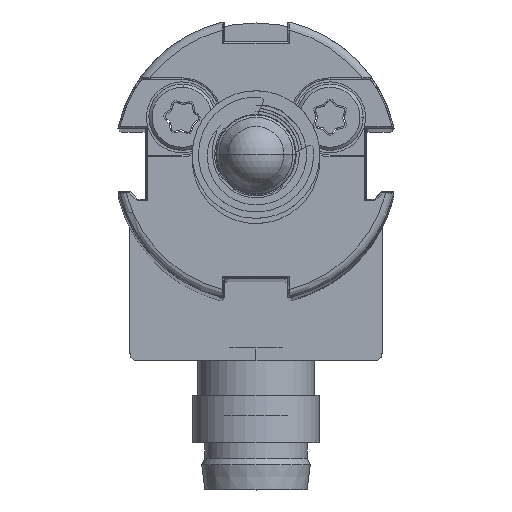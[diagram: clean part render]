
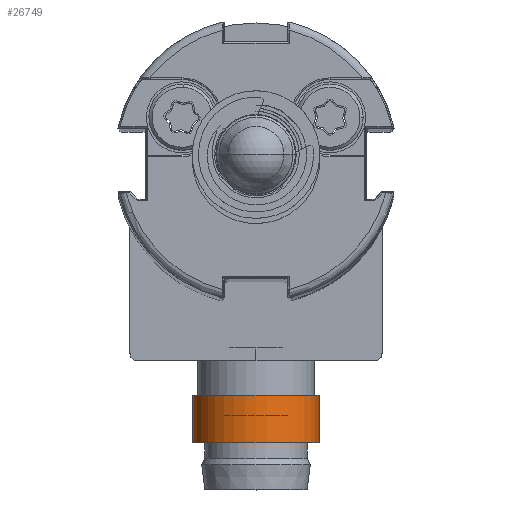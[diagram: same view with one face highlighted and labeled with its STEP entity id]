
A CAD part, top view. The second image highlights one B-rep face of the part: STEP entity #26749.
In plain terms, the highlighted cylindrical face has radius 4 mm (diameter 8 mm), a partial arc.
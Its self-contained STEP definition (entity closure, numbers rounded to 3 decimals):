
#485 = ORIENTED_EDGE ( 'NONE', *, *, #26028, .T. ) ;
#1192 = AXIS2_PLACEMENT_3D ( 'NONE', #29897, #29759, #30019 ) ;
#1328 = DIRECTION ( 'NONE',  ( -1., 0., 0. ) ) ;
#2420 = VECTOR ( 'NONE', #7739, 1000. ) ;
#2953 = CARTESIAN_POINT ( 'NONE',  ( -4., -17.7, -6.8 ) ) ;
#3044 = CARTESIAN_POINT ( 'NONE',  ( -4., -14.7, -6.8 ) ) ;
#3054 = VERTEX_POINT ( 'NONE', #3044 ) ;
#3706 = CARTESIAN_POINT ( 'NONE',  ( -4., -20.7, -6.8 ) ) ;
#4111 = CIRCLE ( 'NONE', #17717, 4. ) ;
#6844 = CIRCLE ( 'NONE', #28278, 4. ) ;
#7739 = DIRECTION ( 'NONE',  ( 0., 1., 0. ) ) ;
#8065 = CARTESIAN_POINT ( 'NONE',  ( 4., -14.7, -6.8 ) ) ;
#8588 = CARTESIAN_POINT ( 'NONE',  ( 0., -14.7, -6.8 ) ) ;
#11455 = DIRECTION ( 'NONE',  ( -1., 0., 0. ) ) ;
#14619 = VERTEX_POINT ( 'NONE', #8065 ) ;
#17688 = CYLINDRICAL_SURFACE ( 'NONE', #1192, 4. ) ;
#17717 = AXIS2_PLACEMENT_3D ( 'NONE', #35506, #18388, #1328 ) ;
#17720 = ORIENTED_EDGE ( 'NONE', *, *, #25445, .T. ) ;
#18388 = DIRECTION ( 'NONE',  ( 0., 1., 0. ) ) ;
#20237 = CARTESIAN_POINT ( 'NONE',  ( 4., -17.7, -6.8 ) ) ;
#21981 = LINE ( 'NONE', #3706, #36284 ) ;
#22650 = VERTEX_POINT ( 'NONE', #2953 ) ;
#24271 = LINE ( 'NONE', #27707, #2420 ) ;
#25445 = EDGE_CURVE ( 'NONE', #32114, #14619, #24271, .T. ) ;
#25977 = EDGE_CURVE ( 'NONE', #22650, #3054, #21981, .T. ) ;
#26028 = EDGE_CURVE ( 'NONE', #22650, #32114, #4111, .T. ) ;
#26290 = DIRECTION ( 'NONE',  ( 0., 1., 0. ) ) ;
#26749 = ADVANCED_FACE ( 'NONE', ( #28009 ), #17688, .T. ) ;
#27707 = CARTESIAN_POINT ( 'NONE',  ( 4., -20.7, -6.8 ) ) ;
#28009 = FACE_OUTER_BOUND ( 'NONE', #28449, .T. ) ;
#28278 = AXIS2_PLACEMENT_3D ( 'NONE', #8588, #28537, #11455 ) ;
#28329 = EDGE_CURVE ( 'NONE', #3054, #14619, #6844, .T. ) ;
#28417 = ORIENTED_EDGE ( 'NONE', *, *, #28329, .F. ) ;
#28449 = EDGE_LOOP ( 'NONE', ( #485, #17720, #28417, #28637 ) ) ;
#28537 = DIRECTION ( 'NONE',  ( 0., 1., 0. ) ) ;
#28637 = ORIENTED_EDGE ( 'NONE', *, *, #25977, .F. ) ;
#29759 = DIRECTION ( 'NONE',  ( 0., 1., 0. ) ) ;
#29897 = CARTESIAN_POINT ( 'NONE',  ( 0., -20.7, -6.8 ) ) ;
#30019 = DIRECTION ( 'NONE',  ( -1., 0., 0. ) ) ;
#32114 = VERTEX_POINT ( 'NONE', #20237 ) ;
#35506 = CARTESIAN_POINT ( 'NONE',  ( 0., -17.7, -6.8 ) ) ;
#36284 = VECTOR ( 'NONE', #26290, 1000. ) ;
